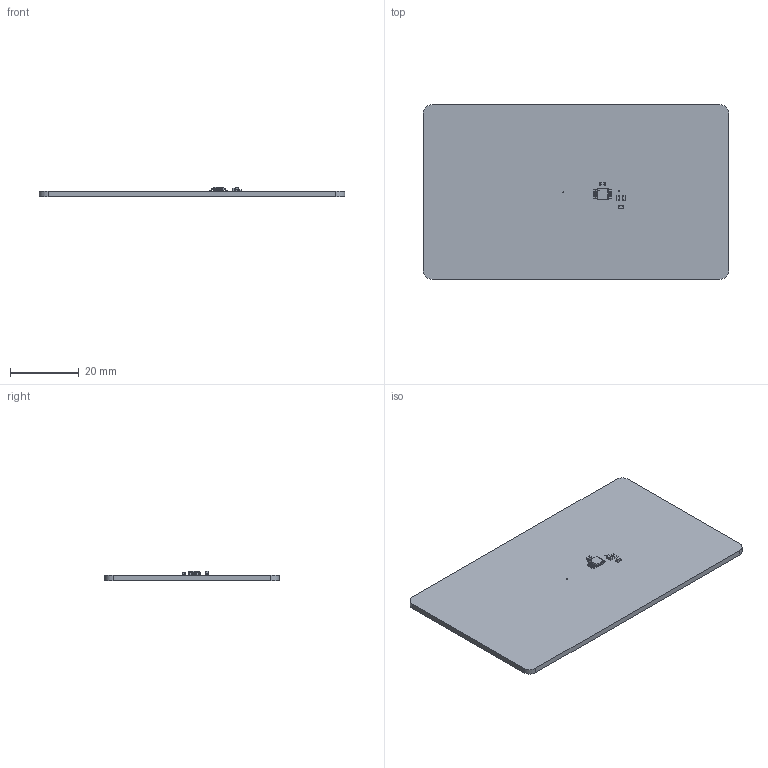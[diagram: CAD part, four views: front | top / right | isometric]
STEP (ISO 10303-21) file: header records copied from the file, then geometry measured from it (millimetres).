
FILE_DESCRIPTION(('KiCad electronic assembly'),'2;1');
FILE_NAME('PCB_Business_Card_STEP.step','2024-04-04T11:53:27',('Pcbnew') ,('Kicad'),'Open CASCADE STEP processor 7.7','KiCad to STEP converter' ,'Unknown');
FILE_SCHEMA(('AUTOMOTIVE_DESIGN { 1 0 10303 214 1 1 1 1 }'));
Length unit declared in the file: millimetre
Products named in the file (10): PCB_Business_Card_STEP 1; C_0603_1608Metric; TSSOP8_SOT505-1_NXP; part; R_0603_1608Metric; LED_0603_1608Metric; PCB_Business_Card_PCB
Assembly tree (10 placements, depth 3):
  PCB_Business_Card_STEP 1
    C_0603_1608Metric  x2
      C_0603_1608Metric
    TSSOP8_SOT505-1_NXP
      part
    R_0603_1608Metric
      R_0603_1608Metric
    LED_0603_1608Metric
      LED_0603_1608Metric
    PCB_Business_Card_PCB
Bounding box: 88.9 x 50.8 x 2.75 mm (x, y, z)
Volume: 7231.5 mm3; surface area: 9532.9 mm2
Topology: 15 solids, 15 shells, 273 faces, 694 edges, 456 vertices
Faces by surface type: plane 194, cylinder 79
Full cylindrical faces by diameter (mm): 0.155 x1, 0.3 x2
Entity records: 9144 total; most frequent: CARTESIAN_POINT 1287, DIRECTION 1267, ORIENTED_EDGE 1244, EDGE_CURVE 622, LINE 487, VECTOR 487, VERTEX_POINT 408, AXIS2_PLACEMENT_3D 390
